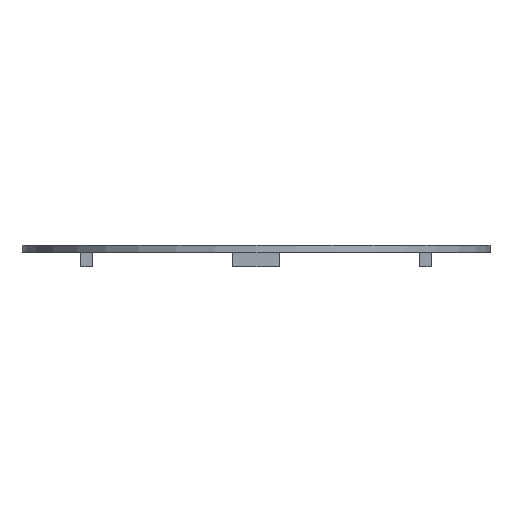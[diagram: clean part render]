
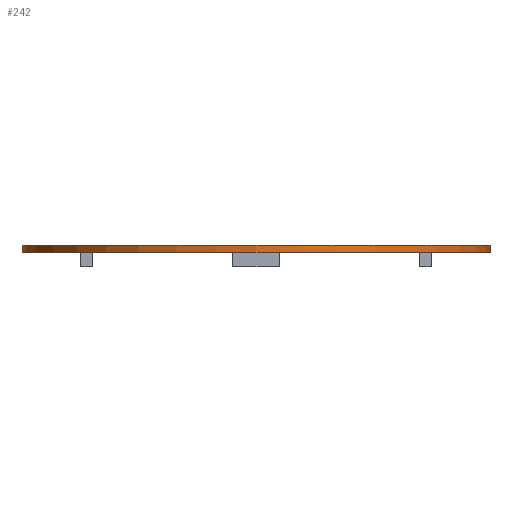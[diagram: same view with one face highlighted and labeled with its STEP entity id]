
A CAD part, front view. The second image highlights one B-rep face of the part: STEP entity #242.
In plain terms, the highlighted cylindrical face has radius 20 mm (diameter 40 mm), a partial arc.
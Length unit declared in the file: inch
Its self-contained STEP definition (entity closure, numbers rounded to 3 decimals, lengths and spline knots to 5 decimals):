
#8 = DIRECTION ( 'NONE',  ( 0., 0., -1. ) ) ;
#37 = EDGE_LOOP ( 'NONE', ( #702, #440, #779, #450 ) ) ;
#126 = DIRECTION ( 'NONE',  ( 0., 0., 1. ) ) ;
#213 = AXIS2_PLACEMENT_3D ( 'NONE', #669, #8, #465 ) ;
#220 = CARTESIAN_POINT ( 'NONE',  ( -0.7874, 0., 0.02362 ) ) ;
#242 = ADVANCED_FACE ( 'NONE', ( #1183 ), #463, .T. ) ;
#266 = DIRECTION ( 'NONE',  ( 0., 0., 1. ) ) ;
#309 = DIRECTION ( 'NONE',  ( 1., 0., 0. ) ) ;
#319 = CARTESIAN_POINT ( 'NONE',  ( -0.7874, 0., 0.02362 ) ) ;
#349 = DIRECTION ( 'NONE',  ( 1., 0., 0. ) ) ;
#352 = EDGE_CURVE ( 'NONE', #1088, #857, #405, .T. ) ;
#357 = VERTEX_POINT ( 'NONE', #1061 ) ;
#405 = CIRCLE ( 'NONE', #446, 0.7874 ) ;
#423 = VECTOR ( 'NONE', #496, 39.37008 ) ;
#440 = ORIENTED_EDGE ( 'NONE', *, *, #1077, .F. ) ;
#446 = AXIS2_PLACEMENT_3D ( 'NONE', #698, #126, #309 ) ;
#450 = ORIENTED_EDGE ( 'NONE', *, *, #1047, .T. ) ;
#463 = CYLINDRICAL_SURFACE ( 'NONE', #213, 0.7874 ) ;
#464 = CARTESIAN_POINT ( 'NONE',  ( 0.7874, 0., 0. ) ) ;
#465 = DIRECTION ( 'NONE',  ( -1., 0., 0. ) ) ;
#496 = DIRECTION ( 'NONE',  ( 0., 0., -1. ) ) ;
#528 = LINE ( 'NONE', #220, #945 ) ;
#597 = CARTESIAN_POINT ( 'NONE',  ( -0.7874, 0., 0. ) ) ;
#645 = LINE ( 'NONE', #889, #423 ) ;
#669 = CARTESIAN_POINT ( 'NONE',  ( 0., 0., 0.02362 ) ) ;
#698 = CARTESIAN_POINT ( 'NONE',  ( 0., 0., 0. ) ) ;
#702 = ORIENTED_EDGE ( 'NONE', *, *, #352, .T. ) ;
#714 = CIRCLE ( 'NONE', #943, 0.7874 ) ;
#716 = EDGE_CURVE ( 'NONE', #1054, #357, #714, .T. ) ;
#720 = CARTESIAN_POINT ( 'NONE',  ( 0., 0., 0.02362 ) ) ;
#779 = ORIENTED_EDGE ( 'NONE', *, *, #716, .F. ) ;
#857 = VERTEX_POINT ( 'NONE', #464 ) ;
#889 = CARTESIAN_POINT ( 'NONE',  ( 0.7874, 0., 0.02362 ) ) ;
#943 = AXIS2_PLACEMENT_3D ( 'NONE', #720, #266, #349 ) ;
#945 = VECTOR ( 'NONE', #1080, 39.37008 ) ;
#1047 = EDGE_CURVE ( 'NONE', #1054, #1088, #528, .T. ) ;
#1054 = VERTEX_POINT ( 'NONE', #319 ) ;
#1061 = CARTESIAN_POINT ( 'NONE',  ( 0.7874, 0., 0.02362 ) ) ;
#1077 = EDGE_CURVE ( 'NONE', #357, #857, #645, .T. ) ;
#1080 = DIRECTION ( 'NONE',  ( 0., 0., -1. ) ) ;
#1088 = VERTEX_POINT ( 'NONE', #597 ) ;
#1183 = FACE_OUTER_BOUND ( 'NONE', #37, .T. ) ;
